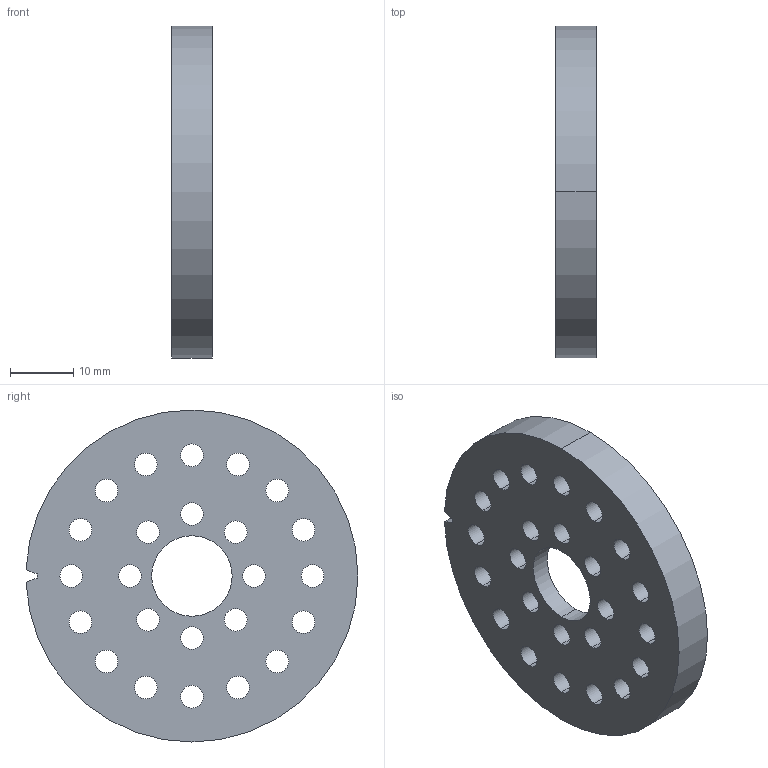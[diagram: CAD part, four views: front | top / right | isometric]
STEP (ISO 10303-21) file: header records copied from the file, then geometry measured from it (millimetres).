
FILE_DESCRIPTION (( 'STEP AP214' ), '1' );
FILE_NAME ('User Library-615194.STEP', '2014-05-21T04:57:06', ( 'Windows User' ), ( '' ), 'SwSTEP 2.0', 'SolidWorks 2014', '' );
FILE_SCHEMA (( 'AUTOMOTIVE_DESIGN' ));
Length unit declared in the file: inch
Products named in the file (1): User Library-615194
Bounding box: 6.35 x 52.37 x 52.39 mm (x, y, z)
Volume: 6743.1 mm3; surface area: 6077.2 mm2
Topology: 1 solids, 1 shells, 61 faces, 174 edges, 116 vertices
Faces by surface type: cylinder 58, plane 3
Entity records: 2204 total; most frequent: DIRECTION 414, CARTESIAN_POINT 352, ORIENTED_EDGE 348, AXIS2_PLACEMENT_3D 178, EDGE_CURVE 174, CIRCLE 116, VERTEX_POINT 116, EDGE_LOOP 112
